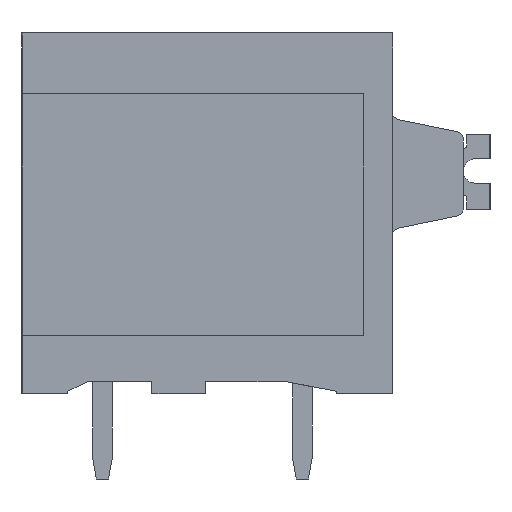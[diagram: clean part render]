
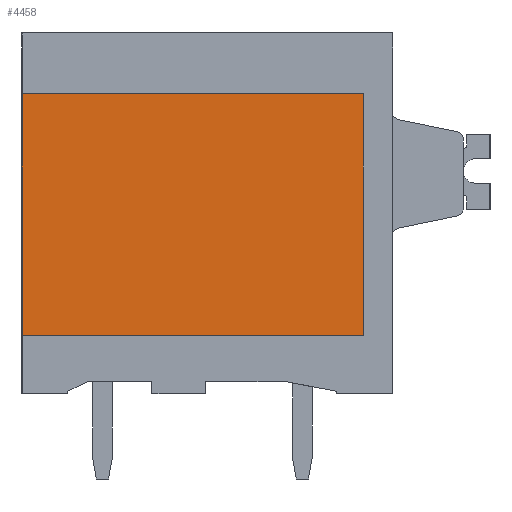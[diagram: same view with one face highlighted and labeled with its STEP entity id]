
A CAD part, left-side view. The second image highlights one B-rep face of the part: STEP entity #4458.
In plain terms, the highlighted planar face has unit normal (-1, 0, 0).
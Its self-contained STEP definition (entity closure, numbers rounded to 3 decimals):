
#4438=AXIS2_PLACEMENT_3D('Plane Axis2P3D',#4435,#4436,#4437) ;
#951=CARTESIAN_POINT('Vertex',(1.1,19.2,5.9)) ;
#954=CARTESIAN_POINT('Line Origine',(1.1,19.2,10.85)) ;
#958=CARTESIAN_POINT('Vertex',(1.1,19.2,15.8)) ;
#4419=CARTESIAN_POINT('Vertex',(1.1,5.2,5.9)) ;
#4422=CARTESIAN_POINT('Line Origine',(1.1,12.2,5.9)) ;
#4435=CARTESIAN_POINT('Axis2P3D Location',(1.1,0.,0.)) ;
#4440=CARTESIAN_POINT('Line Origine',(1.1,5.2,10.85)) ;
#4444=CARTESIAN_POINT('Vertex',(1.1,5.2,15.8)) ;
#4447=CARTESIAN_POINT('Line Origine',(1.1,12.2,15.8)) ;
#955=DIRECTION('Vector Direction',(0.,0.,1.)) ;
#4423=DIRECTION('Vector Direction',(0.,1.,0.)) ;
#4436=DIRECTION('Axis2P3D Direction',(-1.,0.,0.)) ;
#4437=DIRECTION('Axis2P3D XDirection',(0.,-1.,0.)) ;
#4441=DIRECTION('Vector Direction',(0.,0.,1.)) ;
#4448=DIRECTION('Vector Direction',(0.,1.,0.)) ;
#956=VECTOR('Line Direction',#955,1.) ;
#4424=VECTOR('Line Direction',#4423,1.) ;
#4442=VECTOR('Line Direction',#4441,1.) ;
#4449=VECTOR('Line Direction',#4448,1.) ;
#4453=ORIENTED_EDGE('',*,*,#4426,.F.) ;
#4454=ORIENTED_EDGE('',*,*,#4446,.T.) ;
#4455=ORIENTED_EDGE('',*,*,#4451,.T.) ;
#4456=ORIENTED_EDGE('',*,*,#960,.F.) ;
#4458=ADVANCED_FACE('_LMF 5.08/18/90 3.5SN OR BX 1330890000',(#4457),#4439,.T.) ;
#960=EDGE_CURVE('',#952,#959,#957,.T.) ;
#4426=EDGE_CURVE('',#4420,#952,#4425,.T.) ;
#4446=EDGE_CURVE('',#4420,#4445,#4443,.T.) ;
#4451=EDGE_CURVE('',#4445,#959,#4450,.T.) ;
#4452=EDGE_LOOP('',(#4453,#4454,#4455,#4456)) ;
#4457=FACE_OUTER_BOUND('',#4452,.T.) ;
#957=LINE('Line',#954,#956) ;
#4425=LINE('Line',#4422,#4424) ;
#4443=LINE('Line',#4440,#4442) ;
#4450=LINE('Line',#4447,#4449) ;
#4439=PLANE('',#4438) ;
#952=VERTEX_POINT('',#951) ;
#959=VERTEX_POINT('',#958) ;
#4420=VERTEX_POINT('',#4419) ;
#4445=VERTEX_POINT('',#4444) ;
